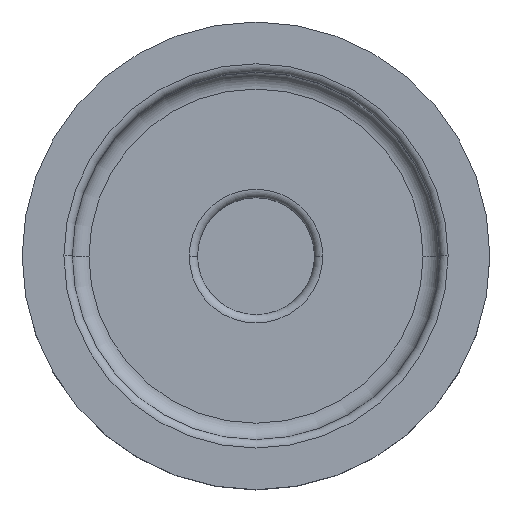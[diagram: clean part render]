
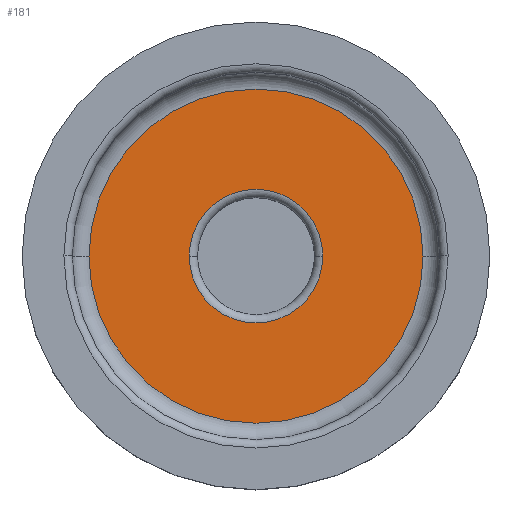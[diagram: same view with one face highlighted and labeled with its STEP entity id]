
A CAD part, top view. The second image highlights one B-rep face of the part: STEP entity #181.
In plain terms, the highlighted planar face has unit normal (0, 0, 1).
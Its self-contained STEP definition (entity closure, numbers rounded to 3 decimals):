
#61 = CARTESIAN_POINT ( 'NONE',  ( -10., 0., -9. ) ) ;
#75 = AXIS2_PLACEMENT_3D ( 'NONE', #2631, #519, #2819 ) ;
#118 = DIRECTION ( 'NONE',  ( 0., 0., -1. ) ) ;
#181 = ADVANCED_FACE ( 'NONE', ( #1832, #3033 ), #1587, .T. ) ;
#255 = ORIENTED_EDGE ( 'NONE', *, *, #1470, .T. ) ;
#297 = CARTESIAN_POINT ( 'NONE',  ( -4., 0., -9. ) ) ;
#300 = ORIENTED_EDGE ( 'NONE', *, *, #1424, .T. ) ;
#419 = EDGE_CURVE ( 'NONE', #2504, #2456, #1990, .T. ) ;
#450 = ORIENTED_EDGE ( 'NONE', *, *, #419, .T. ) ;
#466 = DIRECTION ( 'NONE',  ( -1., 0., 0. ) ) ;
#519 = DIRECTION ( 'NONE',  ( 0., 0., 1. ) ) ;
#529 = EDGE_CURVE ( 'NONE', #2456, #2504, #920, .T. ) ;
#536 = DIRECTION ( 'NONE',  ( -1., 0., 0. ) ) ;
#920 = CIRCLE ( 'NONE', #1546, 4. ) ;
#1210 = AXIS2_PLACEMENT_3D ( 'NONE', #1966, #1733, #536 ) ;
#1368 = VERTEX_POINT ( 'NONE', #2602 ) ;
#1380 = VERTEX_POINT ( 'NONE', #61 ) ;
#1401 = CIRCLE ( 'NONE', #75, 10. ) ;
#1424 = EDGE_CURVE ( 'NONE', #1380, #1368, #2663, .T. ) ;
#1430 = DIRECTION ( 'NONE',  ( 0., 0., 1. ) ) ;
#1457 = CARTESIAN_POINT ( 'NONE',  ( 0., 0., -9. ) ) ;
#1470 = EDGE_CURVE ( 'NONE', #1368, #1380, #1401, .T. ) ;
#1543 = CARTESIAN_POINT ( 'NONE',  ( 4., 0., -9. ) ) ;
#1546 = AXIS2_PLACEMENT_3D ( 'NONE', #1772, #118, #2202 ) ;
#1587 = PLANE ( 'NONE',  #2176 ) ;
#1626 = EDGE_LOOP ( 'NONE', ( #300, #255 ) ) ;
#1733 = DIRECTION ( 'NONE',  ( 0., 0., -1. ) ) ;
#1772 = CARTESIAN_POINT ( 'NONE',  ( 0., 0., -9. ) ) ;
#1832 = FACE_BOUND ( 'NONE', #1897, .T. ) ;
#1897 = EDGE_LOOP ( 'NONE', ( #2524, #450 ) ) ;
#1922 = AXIS2_PLACEMENT_3D ( 'NONE', #1457, #1430, #2394 ) ;
#1966 = CARTESIAN_POINT ( 'NONE',  ( 0., 0., -9. ) ) ;
#1990 = CIRCLE ( 'NONE', #1210, 4. ) ;
#2176 = AXIS2_PLACEMENT_3D ( 'NONE', #3004, #2821, #466 ) ;
#2202 = DIRECTION ( 'NONE',  ( -1., 0., 0. ) ) ;
#2394 = DIRECTION ( 'NONE',  ( -1., 0., 0. ) ) ;
#2456 = VERTEX_POINT ( 'NONE', #297 ) ;
#2504 = VERTEX_POINT ( 'NONE', #1543 ) ;
#2524 = ORIENTED_EDGE ( 'NONE', *, *, #529, .T. ) ;
#2602 = CARTESIAN_POINT ( 'NONE',  ( 10., 0., -9. ) ) ;
#2631 = CARTESIAN_POINT ( 'NONE',  ( 0., 0., -9. ) ) ;
#2663 = CIRCLE ( 'NONE', #1922, 10. ) ;
#2819 = DIRECTION ( 'NONE',  ( -1., 0., 0. ) ) ;
#2821 = DIRECTION ( 'NONE',  ( 0., 0., 1. ) ) ;
#3004 = CARTESIAN_POINT ( 'NONE',  ( 10.51, 10.534, -9. ) ) ;
#3033 = FACE_OUTER_BOUND ( 'NONE', #1626, .T. ) ;
